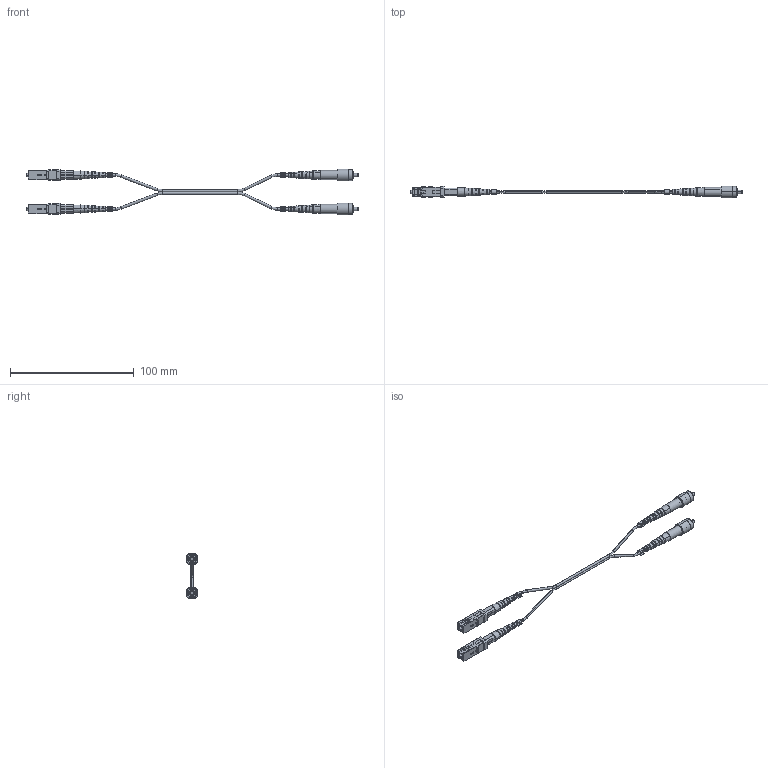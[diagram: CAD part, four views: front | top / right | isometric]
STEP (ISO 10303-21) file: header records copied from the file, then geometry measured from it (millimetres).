
FILE_DESCRIPTION (( 'STEP AP214' ), '1' );
FILE_NAME ('FCA-SAFU-DPS2Z.step', '2021-09-01T12:44:31', ( '' ), ( '' ), 'SwSTEP 2.0', 'SolidWorks 2021', '' );
FILE_SCHEMA (( 'AUTOMOTIVE_DESIGN' ));
Length unit declared in the file: inch
Products named in the file (12): LBL-C3P-B; CONN-95-200-08-BP3B MA4; LBL-C3P-A; CONN-95-200-08-BP3B MA3; CONN-95-200-08-BP3B MA2; FCA-SAFU-DPS2Z; 1AF04-011-MA1; FCA-FCFC-DPS1Z-ma1_YELLOW; 1AF04-011; 1AF01-002-MA1; 1AF01-002-MA2_no knurling; 1AF01-002_no knurling
Assembly tree (15 placements, depth 3):
  FCA-SAFU-DPS2Z
    FCA-FCFC-DPS1Z-ma1_YELLOW
    1AF04-011  x2
      CONN-95-200-08-BP3B MA2
      1AF04-011-MA1
      CONN-95-200-08-BP3B MA4
      CONN-95-200-08-BP3B MA3
    1AF01-002_no knurling  x2
      1AF01-002-MA1
      1AF01-002-MA2_no knurling
    LBL-C3P-A  x2
    LBL-C3P-B  x2
Bounding box: 268.07 x 9.53 x 36.92 mm (x, y, z)
Volume: 7127.6 mm3; surface area: 15420.1 mm2
Topology: 18 solids, 18 shells, 882 faces, 2516 edges, 1648 vertices
Faces by surface type: plane 690, cylinder 130, cone 24, torus 20, bspline 18
Entity records: 17500 total; most frequent: CARTESIAN_POINT 3882, ORIENTED_EDGE 2592, DIRECTION 2451, EDGE_CURVE 1296, VERTEX_POINT 844, AXIS2_PLACEMENT_3D 830, VECTOR 791, LINE 791
